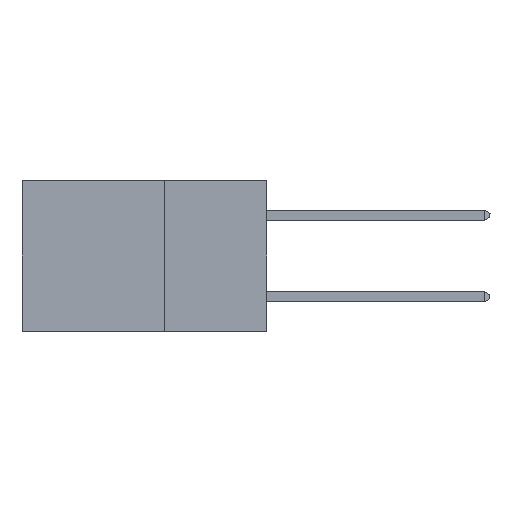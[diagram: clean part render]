
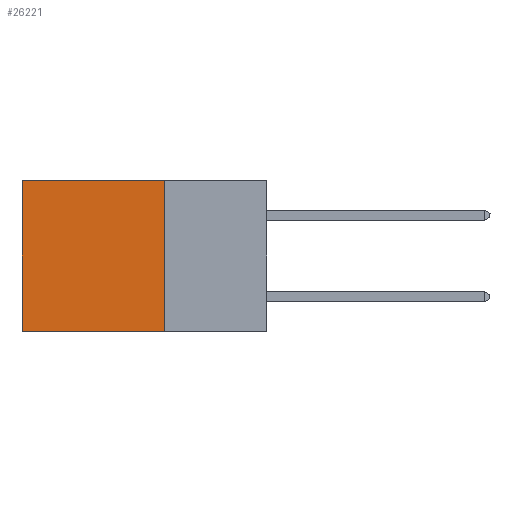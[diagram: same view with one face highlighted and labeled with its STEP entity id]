
A CAD part, left-side view. The second image highlights one B-rep face of the part: STEP entity #26221.
In plain terms, the highlighted planar face has unit normal (-1, 0, 0).
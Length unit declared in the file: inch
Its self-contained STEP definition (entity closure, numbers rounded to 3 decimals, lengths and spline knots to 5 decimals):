
#9 = CARTESIAN_POINT ( 'NONE',  ( 0.2875, 0.6, 0. ) ) ;
#1081 = LINE ( 'NONE', #27394, #30561 ) ;
#1444 = EDGE_CURVE ( 'NONE', #6029, #21152, #12532, .T. ) ;
#1544 = EDGE_LOOP ( 'NONE', ( #30794, #30632, #41473, #37351 ) ) ;
#2451 = PLANE ( 'NONE',  #28067 ) ;
#4014 = VERTEX_POINT ( 'NONE', #9 ) ;
#4461 = DIRECTION ( 'NONE',  ( 0., 1., 0. ) ) ;
#6029 = VERTEX_POINT ( 'NONE', #31424 ) ;
#8924 = VERTEX_POINT ( 'NONE', #32389 ) ;
#10530 = CARTESIAN_POINT ( 'NONE',  ( 0.2875, 0.6, 0. ) ) ;
#10996 = LINE ( 'NONE', #10530, #42751 ) ;
#12287 = DIRECTION ( 'NONE',  ( 0., 1., 0. ) ) ;
#12532 = LINE ( 'NONE', #28578, #42147 ) ;
#13214 = DIRECTION ( 'NONE',  ( 0., 0., -1. ) ) ;
#13897 = EDGE_CURVE ( 'NONE', #4014, #21152, #10996, .T. ) ;
#16216 = CARTESIAN_POINT ( 'NONE',  ( 0.2875, 0.6, -0.37 ) ) ;
#19060 = EDGE_CURVE ( 'NONE', #8924, #6029, #1081, .T. ) ;
#21152 = VERTEX_POINT ( 'NONE', #16216 ) ;
#23694 = DIRECTION ( 'NONE',  ( 0., 0., -1. ) ) ;
#24416 = FACE_OUTER_BOUND ( 'NONE', #1544, .T. ) ;
#26221 = ADVANCED_FACE ( 'NONE', ( #24416 ), #2451, .F. ) ;
#26244 = CARTESIAN_POINT ( 'NONE',  ( 0.2875, 0.25, 0. ) ) ;
#27394 = CARTESIAN_POINT ( 'NONE',  ( 0.2875, 0.25, 0. ) ) ;
#28067 = AXIS2_PLACEMENT_3D ( 'NONE', #33725, #30523, #13214 ) ;
#28578 = CARTESIAN_POINT ( 'NONE',  ( 0.2875, 0.25, -0.37 ) ) ;
#30523 = DIRECTION ( 'NONE',  ( 1., 0., 0. ) ) ;
#30561 = VECTOR ( 'NONE', #23694, 39.37008 ) ;
#30632 = ORIENTED_EDGE ( 'NONE', *, *, #1444, .F. ) ;
#30794 = ORIENTED_EDGE ( 'NONE', *, *, #13897, .T. ) ;
#31424 = CARTESIAN_POINT ( 'NONE',  ( 0.2875, 0.25, -0.37 ) ) ;
#32256 = VECTOR ( 'NONE', #12287, 39.37008 ) ;
#32389 = CARTESIAN_POINT ( 'NONE',  ( 0.2875, 0.25, 0. ) ) ;
#33725 = CARTESIAN_POINT ( 'NONE',  ( 0.2875, 0.25, 0. ) ) ;
#34855 = DIRECTION ( 'NONE',  ( 0., 0., -1. ) ) ;
#37351 = ORIENTED_EDGE ( 'NONE', *, *, #41041, .T. ) ;
#41041 = EDGE_CURVE ( 'NONE', #8924, #4014, #41569, .T. ) ;
#41473 = ORIENTED_EDGE ( 'NONE', *, *, #19060, .F. ) ;
#41569 = LINE ( 'NONE', #26244, #32256 ) ;
#42147 = VECTOR ( 'NONE', #4461, 39.37008 ) ;
#42751 = VECTOR ( 'NONE', #34855, 39.37008 ) ;
